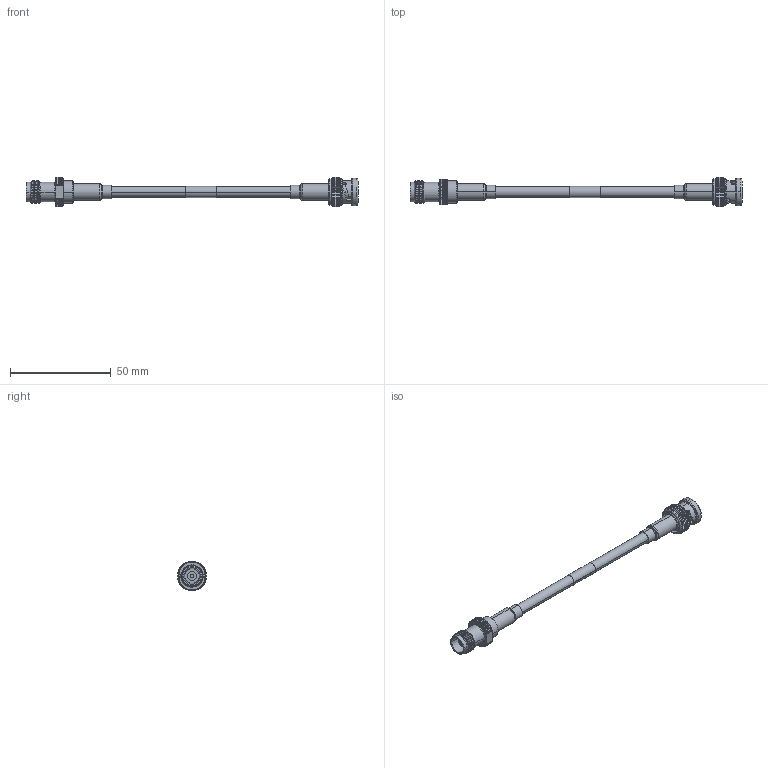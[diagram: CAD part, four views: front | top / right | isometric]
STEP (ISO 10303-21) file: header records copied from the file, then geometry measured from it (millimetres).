
FILE_DESCRIPTION (( 'STEP AP203' ), '1' );
FILE_NAME ('FMCA2684.STEP', '2022-03-09T16:23:37', ( '' ), ( '' ), 'SwSTEP 2.0', 'SolidWorks 2021', '' );
FILE_SCHEMA (( 'CONFIG_CONTROL_DESIGN' ));
Length unit declared in the file: millimetre
Products named in the file (5): RG223_with label; FMCN1567; FMCN1752_WITH FERRULE; CA-240-MA1_.75" Long; FMCA2684
Assembly tree (5 placements, depth 2):
  FMCA2684
    RG223_with label
    FMCN1567
    FMCN1752_WITH FERRULE
    CA-240-MA1_.75" Long  x2
Bounding box: 165.11 x 14.46 x 14.47 mm (x, y, z)
Volume: 6808.4 mm3; surface area: 9583.9 mm2
Topology: 8 solids, 8 shells, 851 faces, 1945 edges, 1128 vertices
Faces by surface type: plane 320, cone 273, cylinder 225, torus 18, bspline 15
Entity records: 27252 total; most frequent: CARTESIAN_POINT 8869, ORIENTED_EDGE 3802, DIRECTION 3665, EDGE_CURVE 1901, AXIS2_PLACEMENT_3D 1528, VERTEX_POINT 1104, EDGE_LOOP 859, FACE_OUTER_BOUND 829
